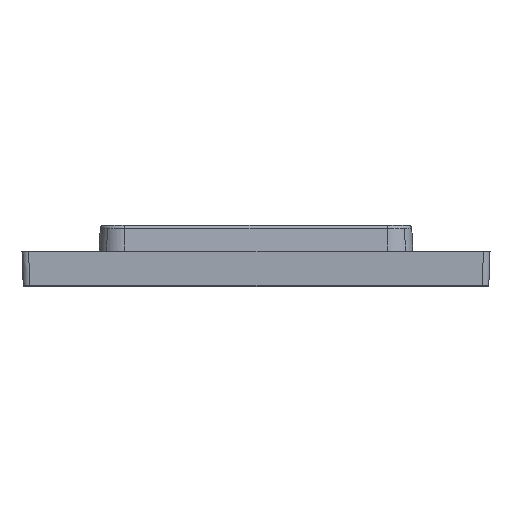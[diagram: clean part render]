
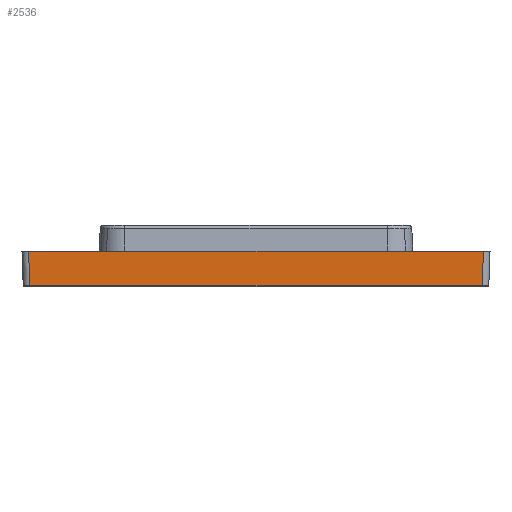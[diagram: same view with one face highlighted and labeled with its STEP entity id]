
A CAD part, left-side view. The second image highlights one B-rep face of the part: STEP entity #2536.
In plain terms, the highlighted planar face has unit normal (-0.999, 0, -0.035).
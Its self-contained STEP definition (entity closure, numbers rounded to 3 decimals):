
#63 = ORIENTED_EDGE ( 'NONE', *, *, #1350, .T. ) ;
#1171 = LINE ( 'NONE', #20727, #3287 ) ;
#1350 = EDGE_CURVE ( 'NONE', #8855, #24911, #40834, .T. ) ;
#1474 = CARTESIAN_POINT ( 'NONE',  ( -86.458, 34.311, -1.197 ) ) ;
#2536 = ADVANCED_FACE ( 'NONE', ( #48496 ), #33760, .T. ) ;
#3287 = VECTOR ( 'NONE', #12624, 1000. ) ;
#3821 = EDGE_CURVE ( 'NONE', #24911, #36026, #29897, .T. ) ;
#6264 = DIRECTION ( 'NONE',  ( 0., -1., 0. ) ) ;
#8855 = VERTEX_POINT ( 'NONE', #47744 ) ;
#10282 = VERTEX_POINT ( 'NONE', #40049 ) ;
#11490 = ORIENTED_EDGE ( 'NONE', *, *, #3821, .T. ) ;
#11843 = ORIENTED_EDGE ( 'NONE', *, *, #48149, .T. ) ;
#12144 = DIRECTION ( 'NONE',  ( -0.999, 0., -0.035 ) ) ;
#12624 = DIRECTION ( 'NONE',  ( 0., 1., 0. ) ) ;
#13882 = CARTESIAN_POINT ( 'NONE',  ( -86.507, 0., 0.193 ) ) ;
#17221 = LINE ( 'NONE', #1474, #40143 ) ;
#18565 = VECTOR ( 'NONE', #45386, 1000. ) ;
#20727 = CARTESIAN_POINT ( 'NONE',  ( -86.689, 0., 5.4 ) ) ;
#23939 = CARTESIAN_POINT ( 'NONE',  ( -86.507, -34.36, 0.193 ) ) ;
#24911 = VERTEX_POINT ( 'NONE', #23939 ) ;
#29897 = LINE ( 'NONE', #45636, #18565 ) ;
#33760 = PLANE ( 'NONE',  #47225 ) ;
#35261 = DIRECTION ( 'NONE',  ( -0.035, 0., 0.999 ) ) ;
#36026 = VERTEX_POINT ( 'NONE', #37279 ) ;
#36771 = ORIENTED_EDGE ( 'NONE', *, *, #38990, .T. ) ;
#36792 = DIRECTION ( 'NONE',  ( 0.035, -0.035, -0.999 ) ) ;
#37279 = CARTESIAN_POINT ( 'NONE',  ( -86.689, -34.542, 5.4 ) ) ;
#38990 = EDGE_CURVE ( 'NONE', #36026, #10282, #1171, .T. ) ;
#40049 = CARTESIAN_POINT ( 'NONE',  ( -86.689, 34.542, 5.4 ) ) ;
#40143 = VECTOR ( 'NONE', #36792, 1000. ) ;
#40834 = LINE ( 'NONE', #13882, #50213 ) ;
#41158 = CARTESIAN_POINT ( 'NONE',  ( -86.5, 0., 0. ) ) ;
#43536 = EDGE_LOOP ( 'NONE', ( #11490, #36771, #11843, #63 ) ) ;
#45386 = DIRECTION ( 'NONE',  ( -0.035, -0.035, 0.999 ) ) ;
#45636 = CARTESIAN_POINT ( 'NONE',  ( -86.458, -34.311, -1.197 ) ) ;
#47225 = AXIS2_PLACEMENT_3D ( 'NONE', #41158, #12144, #35261 ) ;
#47744 = CARTESIAN_POINT ( 'NONE',  ( -86.507, 34.36, 0.193 ) ) ;
#48149 = EDGE_CURVE ( 'NONE', #10282, #8855, #17221, .T. ) ;
#48496 = FACE_OUTER_BOUND ( 'NONE', #43536, .T. ) ;
#50213 = VECTOR ( 'NONE', #6264, 1000. ) ;
